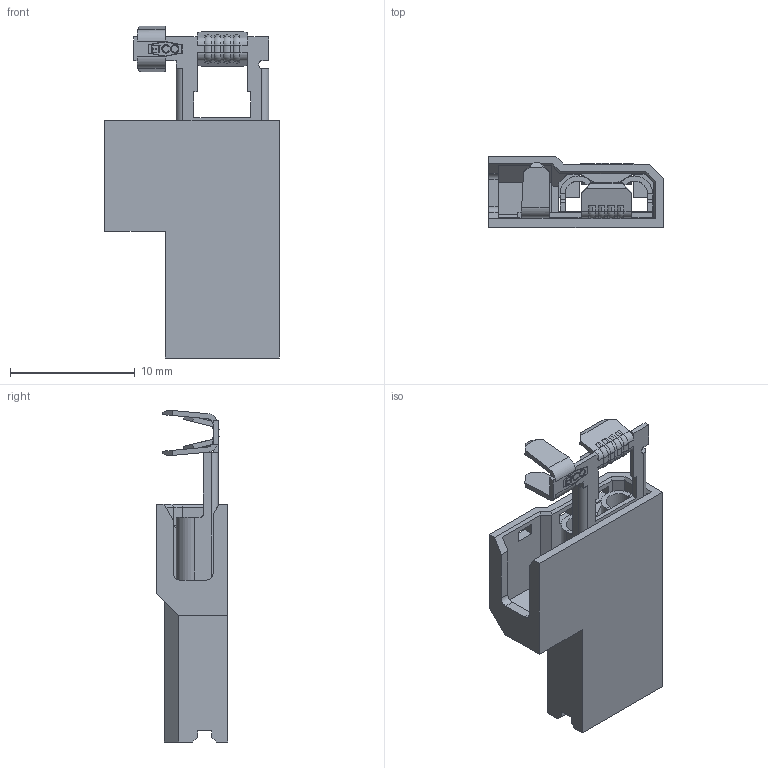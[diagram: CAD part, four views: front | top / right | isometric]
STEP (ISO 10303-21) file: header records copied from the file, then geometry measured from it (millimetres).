
FILE_DESCRIPTION (( 'STEP AP203' ), '1' );
FILE_NAME ('30153.STEP', '2015-01-30T19:37:32', ( '' ), ( '' ), 'SwSTEP 2.0', 'SolidWorks 2014', '' );
FILE_SCHEMA (( 'CONFIG_CONTROL_DESIGN' ));
Length unit declared in the file: inch
Products named in the file (3): 30153; F29; df224_df225
Assembly tree (2 placements, depth 2):
  30153
    F29
    df224_df225
Bounding box: 14.02 x 5.71 x 26.66 mm (x, y, z)
Volume: 531.5 mm3; surface area: 1740.4 mm2
Topology: 2 solids, 2 shells, 572 faces, 1458 edges, 894 vertices
Faces by surface type: plane 362, cylinder 117, bspline 49, cone 20, sphere 16, torus 8
Entity records: 19834 total; most frequent: CARTESIAN_POINT 6094, ORIENTED_EDGE 2892, DIRECTION 2615, EDGE_CURVE 1446, LINE 1085, VECTOR 1085, VERTEX_POINT 894, AXIS2_PLACEMENT_3D 765
